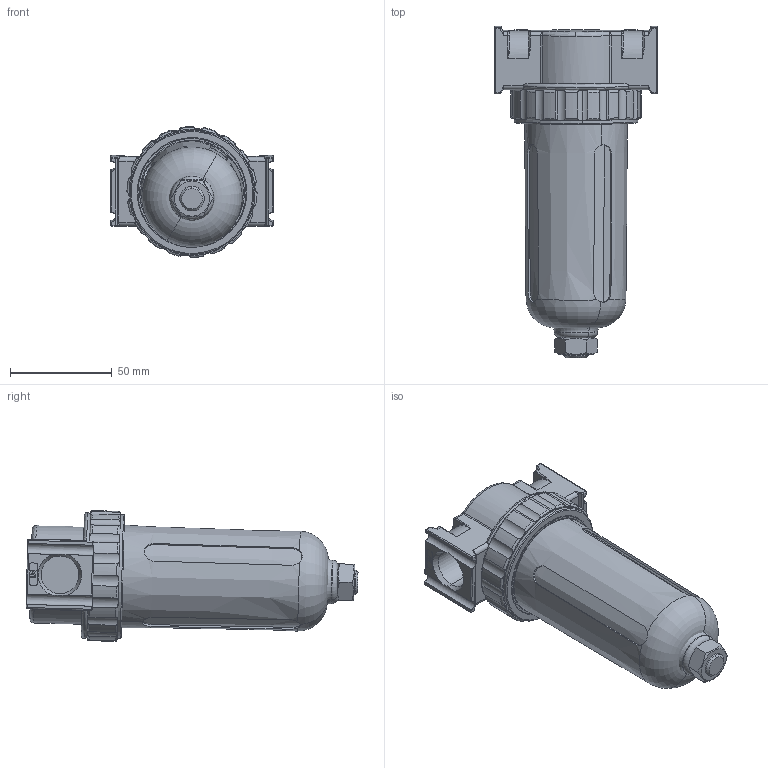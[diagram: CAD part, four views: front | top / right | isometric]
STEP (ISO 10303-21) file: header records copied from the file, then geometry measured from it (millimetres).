
FILE_DESCRIPTION (( 'STEP AP214' ), '1' );
FILE_NAME ('LM863.STEP', '2021-11-25T08:47:28', ( 'User' ), ( '' ), 'SwSTEP 2.0', 'SolidWorks 2014', '' );
FILE_SCHEMA (( 'AUTOMOTIVE_DESIGN' ));
Length unit declared in the file: millimetre
Products named in the file (13): M12六角螺帽; F8004; F8003; F8002; F8001; LM863; 排氣頭
Assembly tree (6 placements, depth 2):
  M12六角螺帽
  F8004
  F8003
  F8002
  F8001
Bounding box: 80 x 163.27 x 64.3 mm (x, y, z)
Volume: 146238.9 mm3; surface area: 97444.3 mm2
Topology: 6 solids, 6 shells, 564 faces, 1434 edges, 878 vertices
Faces by surface type: cylinder 229, plane 172, torus 76, bspline 41, cone 38, sphere 8
Entity records: 21184 total; most frequent: CARTESIAN_POINT 7828, ORIENTED_EDGE 2808, DIRECTION 2590, EDGE_CURVE 1404, AXIS2_PLACEMENT_3D 1005, VERTEX_POINT 878, EDGE_LOOP 612, LINE 580
